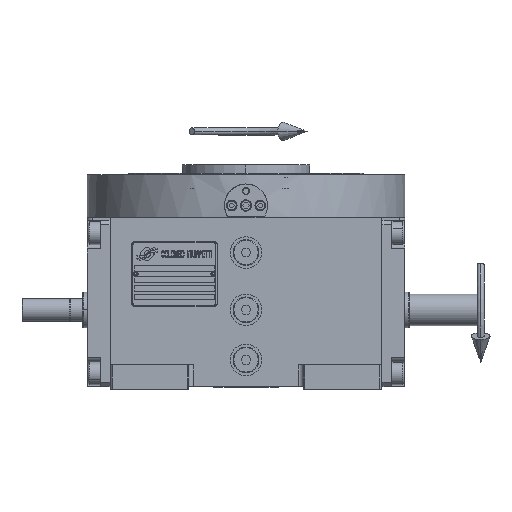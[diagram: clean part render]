
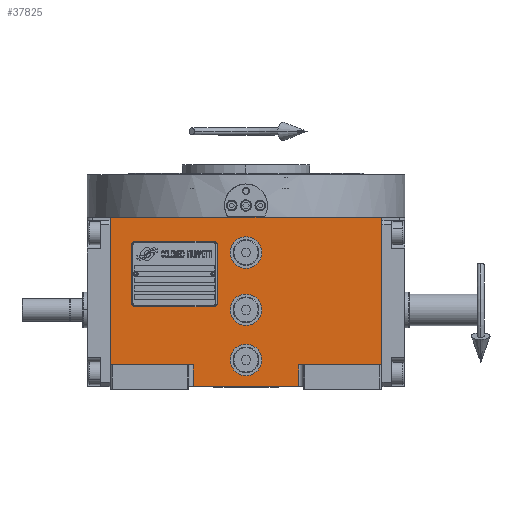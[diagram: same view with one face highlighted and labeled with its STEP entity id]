
A CAD part, top view. The second image highlights one B-rep face of the part: STEP entity #37825.
In plain terms, the highlighted planar face has unit normal (0, 0, 1).
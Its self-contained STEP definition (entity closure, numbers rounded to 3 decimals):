
#1150 = LINE ( 'NONE', #48124, #8689 ) ;
#1442 = DIRECTION ( 'NONE',  ( 1., 0., 0. ) ) ;
#2376 = DIRECTION ( 'NONE',  ( 1., 0., 0. ) ) ;
#3191 = CARTESIAN_POINT ( 'NONE',  ( 37., -38.5, 163.5 ) ) ;
#3794 = CARTESIAN_POINT ( 'NONE',  ( 94.5, -38.5, 163.5 ) ) ;
#4202 = CARTESIAN_POINT ( 'NONE',  ( -94.5, -38.5, 163.5 ) ) ;
#4599 = ORIENTED_EDGE ( 'NONE', *, *, #18886, .F. ) ;
#5062 = CARTESIAN_POINT ( 'NONE',  ( -37., -53.5, 163.5 ) ) ;
#5625 = CARTESIAN_POINT ( 'NONE',  ( -94.5, -53.5, 163.5 ) ) ;
#6973 = DIRECTION ( 'NONE',  ( 0., 0., 1. ) ) ;
#7711 = DIRECTION ( 'NONE',  ( 0., 1., 0. ) ) ;
#8561 = CIRCLE ( 'NONE', #64765, 11. ) ;
#8689 = VECTOR ( 'NONE', #32596, 1000. ) ;
#8752 = VERTEX_POINT ( 'NONE', #57564 ) ;
#9046 = ORIENTED_EDGE ( 'NONE', *, *, #27290, .T. ) ;
#9949 = CARTESIAN_POINT ( 'NONE',  ( 11., 40., 163.5 ) ) ;
#10926 = ORIENTED_EDGE ( 'NONE', *, *, #39350, .F. ) ;
#11784 = LINE ( 'NONE', #17960, #22828 ) ;
#11800 = FACE_BOUND ( 'NONE', #62603, .T. ) ;
#12049 = DIRECTION ( 'NONE',  ( 1., 0., 0. ) ) ;
#14199 = DIRECTION ( 'NONE',  ( 1., 0., 0. ) ) ;
#14778 = AXIS2_PLACEMENT_3D ( 'NONE', #64357, #37502, #32309 ) ;
#15158 = CIRCLE ( 'NONE', #44956, 11. ) ;
#15554 = ORIENTED_EDGE ( 'NONE', *, *, #35246, .F. ) ;
#15860 = VERTEX_POINT ( 'NONE', #50231 ) ;
#16538 = VECTOR ( 'NONE', #14199, 1000. ) ;
#16641 = FACE_OUTER_BOUND ( 'NONE', #32269, .T. ) ;
#17960 = CARTESIAN_POINT ( 'NONE',  ( 37., -38.5, 163.5 ) ) ;
#18808 = CARTESIAN_POINT ( 'NONE',  ( -37., -53.5, 163.5 ) ) ;
#18886 = EDGE_CURVE ( 'NONE', #65248, #23066, #29807, .T. ) ;
#19831 = ORIENTED_EDGE ( 'NONE', *, *, #41896, .F. ) ;
#21168 = DIRECTION ( 'NONE',  ( 1., 0., 0. ) ) ;
#22634 = ORIENTED_EDGE ( 'NONE', *, *, #38405, .T. ) ;
#22828 = VECTOR ( 'NONE', #28694, 1000. ) ;
#23066 = VERTEX_POINT ( 'NONE', #42506 ) ;
#24418 = VERTEX_POINT ( 'NONE', #32591 ) ;
#25126 = VERTEX_POINT ( 'NONE', #57541 ) ;
#25250 = LINE ( 'NONE', #4202, #16538 ) ;
#25392 = CIRCLE ( 'NONE', #34224, 11. ) ;
#25892 = EDGE_CURVE ( 'NONE', #24418, #50786, #55349, .T. ) ;
#27222 = EDGE_CURVE ( 'NONE', #63159, #8752, #63818, .T. ) ;
#27290 = EDGE_CURVE ( 'NONE', #50786, #23066, #1150, .T. ) ;
#27660 = ORIENTED_EDGE ( 'NONE', *, *, #37937, .F. ) ;
#27948 = VECTOR ( 'NONE', #7711, 1000. ) ;
#27990 = AXIS2_PLACEMENT_3D ( 'NONE', #60461, #6973, #28033 ) ;
#28033 = DIRECTION ( 'NONE',  ( -1., 0., 0. ) ) ;
#28694 = DIRECTION ( 'NONE',  ( 0., -1., 0. ) ) ;
#29402 = VERTEX_POINT ( 'NONE', #54516 ) ;
#29807 = LINE ( 'NONE', #30141, #61856 ) ;
#30141 = CARTESIAN_POINT ( 'NONE',  ( -94.5, 64.5, 163.5 ) ) ;
#31895 = EDGE_CURVE ( 'NONE', #48418, #63670, #25392, .T. ) ;
#32269 = EDGE_LOOP ( 'NONE', ( #22634, #66187, #68257, #9046, #4599, #15554, #67870, #10926 ) ) ;
#32309 = DIRECTION ( 'NONE',  ( -1., 0., 0. ) ) ;
#32591 = CARTESIAN_POINT ( 'NONE',  ( 37., -38.5, 163.5 ) ) ;
#32596 = DIRECTION ( 'NONE',  ( 0., 1., 0. ) ) ;
#33961 = LINE ( 'NONE', #55013, #27948 ) ;
#34224 = AXIS2_PLACEMENT_3D ( 'NONE', #37654, #49340, #12049 ) ;
#34289 = DIRECTION ( 'NONE',  ( 1., 0., 0. ) ) ;
#34385 = LINE ( 'NONE', #18808, #56823 ) ;
#35246 = EDGE_CURVE ( 'NONE', #15860, #65248, #33961, .T. ) ;
#36048 = VERTEX_POINT ( 'NONE', #47295 ) ;
#37108 = CARTESIAN_POINT ( 'NONE',  ( 0., -35., 163.5 ) ) ;
#37502 = DIRECTION ( 'NONE',  ( 0., 0., 1. ) ) ;
#37654 = CARTESIAN_POINT ( 'NONE',  ( 0., 40., 163.5 ) ) ;
#37739 = PLANE ( 'NONE',  #53393 ) ;
#37825 = ADVANCED_FACE ( 'NONE', ( #58107, #63929, #11800, #16641 ), #37739, .T. ) ;
#37937 = EDGE_CURVE ( 'NONE', #25126, #29402, #48933, .T. ) ;
#37953 = ORIENTED_EDGE ( 'NONE', *, *, #45304, .F. ) ;
#38184 = ORIENTED_EDGE ( 'NONE', *, *, #50713, .F. ) ;
#38405 = EDGE_CURVE ( 'NONE', #62799, #36048, #65531, .T. ) ;
#38511 = ORIENTED_EDGE ( 'NONE', *, *, #31895, .F. ) ;
#38887 = DIRECTION ( 'NONE',  ( 0., 1., 0. ) ) ;
#39350 = EDGE_CURVE ( 'NONE', #62799, #41449, #34385, .T. ) ;
#39721 = DIRECTION ( 'NONE',  ( 1., 0., 0. ) ) ;
#41379 = EDGE_LOOP ( 'NONE', ( #38184, #27660 ) ) ;
#41395 = EDGE_CURVE ( 'NONE', #24418, #36048, #11784, .T. ) ;
#41449 = VERTEX_POINT ( 'NONE', #67323 ) ;
#41634 = VECTOR ( 'NONE', #34289, 1000. ) ;
#41818 = AXIS2_PLACEMENT_3D ( 'NONE', #37108, #47787, #21168 ) ;
#41896 = EDGE_CURVE ( 'NONE', #63670, #48418, #8561, .T. ) ;
#42506 = CARTESIAN_POINT ( 'NONE',  ( 94.5, 64.5, 163.5 ) ) ;
#42611 = CARTESIAN_POINT ( 'NONE',  ( 0., 0., 163.5 ) ) ;
#44956 = AXIS2_PLACEMENT_3D ( 'NONE', #42611, #60416, #39721 ) ;
#45304 = EDGE_CURVE ( 'NONE', #8752, #63159, #50084, .T. ) ;
#46033 = DIRECTION ( 'NONE',  ( 1., 0., 0. ) ) ;
#46627 = ORIENTED_EDGE ( 'NONE', *, *, #27222, .F. ) ;
#46829 = VECTOR ( 'NONE', #2376, 1000. ) ;
#47295 = CARTESIAN_POINT ( 'NONE',  ( 37., -53.5, 163.5 ) ) ;
#47787 = DIRECTION ( 'NONE',  ( 0., 0., 1. ) ) ;
#48124 = CARTESIAN_POINT ( 'NONE',  ( 94.5, -38.5, 163.5 ) ) ;
#48418 = VERTEX_POINT ( 'NONE', #9949 ) ;
#48501 = DIRECTION ( 'NONE',  ( 0., 0., 1. ) ) ;
#48933 = CIRCLE ( 'NONE', #27990, 11. ) ;
#49340 = DIRECTION ( 'NONE',  ( 0., 0., 1. ) ) ;
#49682 = CARTESIAN_POINT ( 'NONE',  ( -37., -53.5, 163.5 ) ) ;
#49862 = EDGE_LOOP ( 'NONE', ( #46627, #37953 ) ) ;
#50084 = CIRCLE ( 'NONE', #14778, 11. ) ;
#50231 = CARTESIAN_POINT ( 'NONE',  ( -94.5, -38.5, 163.5 ) ) ;
#50713 = EDGE_CURVE ( 'NONE', #29402, #25126, #15158, .T. ) ;
#50786 = VERTEX_POINT ( 'NONE', #3794 ) ;
#52689 = CARTESIAN_POINT ( 'NONE',  ( 0., 40., 163.5 ) ) ;
#53188 = EDGE_CURVE ( 'NONE', #15860, #41449, #25250, .T. ) ;
#53393 = AXIS2_PLACEMENT_3D ( 'NONE', #5625, #58778, #1442 ) ;
#54516 = CARTESIAN_POINT ( 'NONE',  ( 11., 0., 163.5 ) ) ;
#55013 = CARTESIAN_POINT ( 'NONE',  ( -94.5, -38.5, 163.5 ) ) ;
#55349 = LINE ( 'NONE', #3191, #41634 ) ;
#56823 = VECTOR ( 'NONE', #38887, 1000. ) ;
#57371 = CARTESIAN_POINT ( 'NONE',  ( -94.5, 64.5, 163.5 ) ) ;
#57541 = CARTESIAN_POINT ( 'NONE',  ( -11., 0., 163.5 ) ) ;
#57564 = CARTESIAN_POINT ( 'NONE',  ( -11., -35., 163.5 ) ) ;
#58107 = FACE_BOUND ( 'NONE', #41379, .T. ) ;
#58531 = DIRECTION ( 'NONE',  ( -1., 0., 0. ) ) ;
#58778 = DIRECTION ( 'NONE',  ( 0., 0., 1. ) ) ;
#60416 = DIRECTION ( 'NONE',  ( 0., 0., 1. ) ) ;
#60461 = CARTESIAN_POINT ( 'NONE',  ( 0., 0., 163.5 ) ) ;
#61856 = VECTOR ( 'NONE', #46033, 1000. ) ;
#62603 = EDGE_LOOP ( 'NONE', ( #38511, #19831 ) ) ;
#62799 = VERTEX_POINT ( 'NONE', #5062 ) ;
#63159 = VERTEX_POINT ( 'NONE', #65394 ) ;
#63670 = VERTEX_POINT ( 'NONE', #67450 ) ;
#63818 = CIRCLE ( 'NONE', #41818, 11. ) ;
#63929 = FACE_BOUND ( 'NONE', #49862, .T. ) ;
#64357 = CARTESIAN_POINT ( 'NONE',  ( 0., -35., 163.5 ) ) ;
#64765 = AXIS2_PLACEMENT_3D ( 'NONE', #52689, #48501, #58531 ) ;
#65248 = VERTEX_POINT ( 'NONE', #57371 ) ;
#65394 = CARTESIAN_POINT ( 'NONE',  ( 11., -35., 163.5 ) ) ;
#65531 = LINE ( 'NONE', #49682, #46829 ) ;
#66187 = ORIENTED_EDGE ( 'NONE', *, *, #41395, .F. ) ;
#67323 = CARTESIAN_POINT ( 'NONE',  ( -37., -38.5, 163.5 ) ) ;
#67450 = CARTESIAN_POINT ( 'NONE',  ( -11., 40., 163.5 ) ) ;
#67870 = ORIENTED_EDGE ( 'NONE', *, *, #53188, .T. ) ;
#68257 = ORIENTED_EDGE ( 'NONE', *, *, #25892, .T. ) ;
